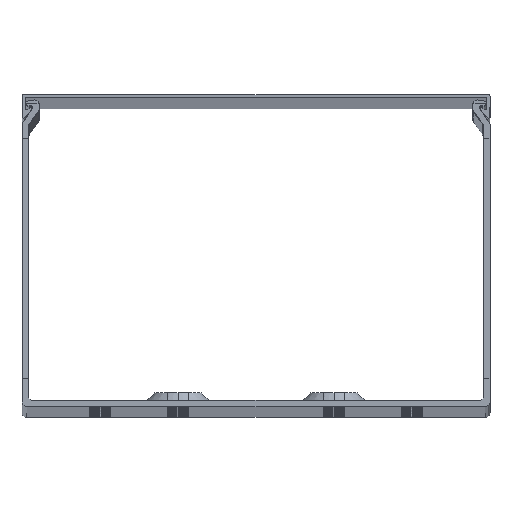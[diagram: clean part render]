
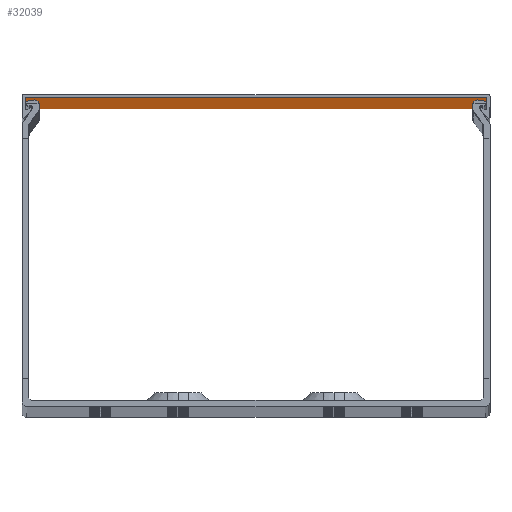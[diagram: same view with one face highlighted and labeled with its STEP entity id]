
A CAD part, top view. The second image highlights one B-rep face of the part: STEP entity #32039.
In plain terms, the highlighted planar face has unit normal (0, -1, 0).
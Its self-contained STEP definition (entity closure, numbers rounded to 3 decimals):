
#3089 = EDGE_CURVE ( 'NONE', #17931, #43384, #15236, .T. ) ;
#3508 = PLANE ( 'NONE',  #39486 ) ;
#4967 = ORIENTED_EDGE ( 'NONE', *, *, #32294, .T. ) ;
#6617 = ORIENTED_EDGE ( 'NONE', *, *, #39074, .T. ) ;
#7524 = CARTESIAN_POINT ( 'NONE',  ( -74., 99., 1150.235 ) ) ;
#11803 = FACE_OUTER_BOUND ( 'NONE', #12128, .T. ) ;
#12128 = EDGE_LOOP ( 'NONE', ( #39836, #4967, #36267, #6617 ) ) ;
#14409 = CARTESIAN_POINT ( 'NONE',  ( -74., 99., -1000. ) ) ;
#15236 = LINE ( 'NONE', #19810, #51562 ) ;
#16368 = DIRECTION ( 'NONE',  ( 0., 1., 0. ) ) ;
#17345 = EDGE_CURVE ( 'NONE', #21830, #42300, #37784, .T. ) ;
#17931 = VERTEX_POINT ( 'NONE', #47677 ) ;
#19810 = CARTESIAN_POINT ( 'NONE',  ( -74., 99., 1150.235 ) ) ;
#20716 = VECTOR ( 'NONE', #53559, 1000. ) ;
#21830 = VERTEX_POINT ( 'NONE', #54913 ) ;
#23818 = CARTESIAN_POINT ( 'NONE',  ( -74., 99., -1000. ) ) ;
#24044 = DIRECTION ( 'NONE',  ( -1., 0., 0. ) ) ;
#29472 = CARTESIAN_POINT ( 'NONE',  ( 74., 99., 1150.235 ) ) ;
#32039 = ADVANCED_FACE ( 'NONE', ( #11803 ), #3508, .F. ) ;
#32294 = EDGE_CURVE ( 'NONE', #21830, #17931, #53765, .T. ) ;
#33235 = CARTESIAN_POINT ( 'NONE',  ( 74., 99., -1000. ) ) ;
#33804 = DIRECTION ( 'NONE',  ( -1., 0., 0. ) ) ;
#36141 = LINE ( 'NONE', #23818, #20716 ) ;
#36267 = ORIENTED_EDGE ( 'NONE', *, *, #3089, .T. ) ;
#37784 = LINE ( 'NONE', #29472, #48024 ) ;
#39074 = EDGE_CURVE ( 'NONE', #43384, #42300, #36141, .T. ) ;
#39486 = AXIS2_PLACEMENT_3D ( 'NONE', #7524, #16368, #33804 ) ;
#39836 = ORIENTED_EDGE ( 'NONE', *, *, #17345, .F. ) ;
#42300 = VERTEX_POINT ( 'NONE', #33235 ) ;
#42351 = DIRECTION ( 'NONE',  ( 0., 0., -1. ) ) ;
#43384 = VERTEX_POINT ( 'NONE', #14409 ) ;
#44932 = VECTOR ( 'NONE', #24044, 1000. ) ;
#46901 = DIRECTION ( 'NONE',  ( 0., 0., -1. ) ) ;
#47677 = CARTESIAN_POINT ( 'NONE',  ( -74., 99., 1000. ) ) ;
#48024 = VECTOR ( 'NONE', #46901, 1000. ) ;
#51562 = VECTOR ( 'NONE', #42351, 1000. ) ;
#53559 = DIRECTION ( 'NONE',  ( 1., 0., 0. ) ) ;
#53765 = LINE ( 'NONE', #54044, #44932 ) ;
#54044 = CARTESIAN_POINT ( 'NONE',  ( -74., 99., 1000. ) ) ;
#54913 = CARTESIAN_POINT ( 'NONE',  ( 74., 99., 1000. ) ) ;
